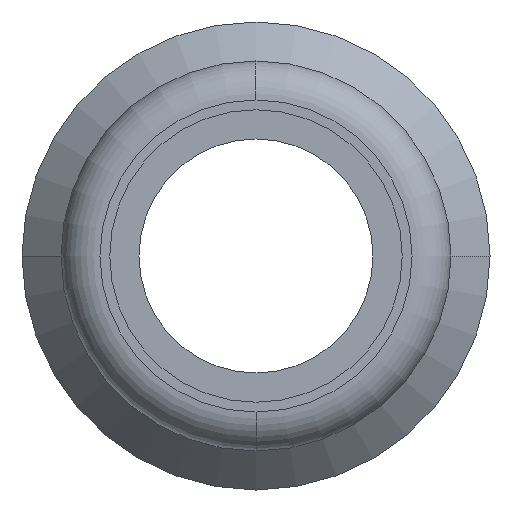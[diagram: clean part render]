
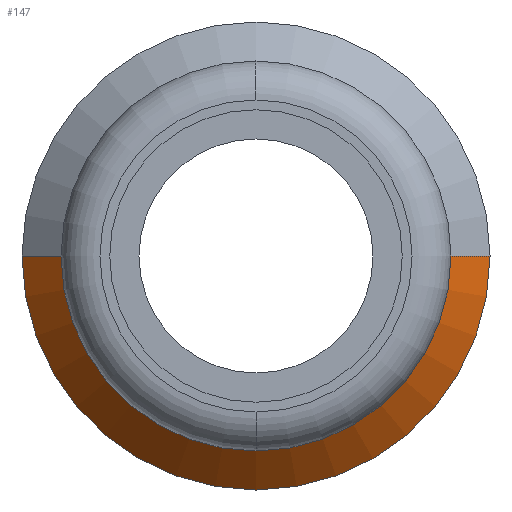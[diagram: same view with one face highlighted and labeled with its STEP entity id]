
A CAD part, front view. The second image highlights one B-rep face of the part: STEP entity #147.
In plain terms, the highlighted conical face has half-angle 45 degrees and reference radius 5.5 mm.
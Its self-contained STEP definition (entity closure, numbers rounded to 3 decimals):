
#147=ADVANCED_FACE('',(#308),#309,.T.);
#308=FACE_OUTER_BOUND('',#471,.T.);
#309=CONICAL_SURFACE('',#472,5.5,0.785);
#471=EDGE_LOOP('',(#810,#811,#812,#813));
#472=AXIS2_PLACEMENT_3D('',#814,#815,#816);
#810=ORIENTED_EDGE('',*,*,#951,.F.);
#811=ORIENTED_EDGE('',*,*,#988,.T.);
#812=ORIENTED_EDGE('',*,*,#953,.F.);
#813=ORIENTED_EDGE('',*,*,#922,.F.);
#814=CARTESIAN_POINT('',(0.0,5.5,0.0));
#815=DIRECTION('',(-0.0,1.0,-0.0));
#816=DIRECTION('',(1.0,0.0,0.0));
#922=EDGE_CURVE('',#1083,#1086,#1087,.T.);
#951=EDGE_CURVE('',#1127,#1083,#1128,.T.);
#953=EDGE_CURVE('',#1086,#1130,#1131,.T.);
#988=EDGE_CURVE('',#1127,#1130,#1182,.T.);
#1083=VERTEX_POINT('',#1298);
#1086=VERTEX_POINT('',#1302);
#1087=CIRCLE('',#1303,6.0);
#1127=VERTEX_POINT('',#1352);
#1128=LINE('',#1353,#1354);
#1130=VERTEX_POINT('',#1356);
#1131=LINE('',#1357,#1358);
#1182=CIRCLE('',#1415,5.0);
#1298=CARTESIAN_POINT('',(6.0,6.0,0.0));
#1302=CARTESIAN_POINT('',(-6.0,6.0,0.));
#1303=AXIS2_PLACEMENT_3D('',#1544,#1545,#1546);
#1352=CARTESIAN_POINT('',(5.0,5.0,0.0));
#1353=CARTESIAN_POINT('',(5.5,5.5,0.));
#1354=VECTOR('',#1589,1.0);
#1356=CARTESIAN_POINT('',(-5.0,5.0,0.));
#1357=CARTESIAN_POINT('',(-5.5,5.5,0.));
#1358=VECTOR('',#1593,1.0);
#1415=AXIS2_PLACEMENT_3D('',#1657,#1658,#1659);
#1544=CARTESIAN_POINT('',(0.0,6.0,0.0));
#1545=DIRECTION('',(-0.0,1.0,0.0));
#1546=DIRECTION('',(1.0,0.0,0.0));
#1589=DIRECTION('',(0.707,0.707,0.));
#1593=DIRECTION('',(0.707,-0.707,0.));
#1657=CARTESIAN_POINT('',(0.0,5.0,0.0));
#1658=DIRECTION('',(-0.0,1.0,0.0));
#1659=DIRECTION('',(1.0,0.0,0.0));
